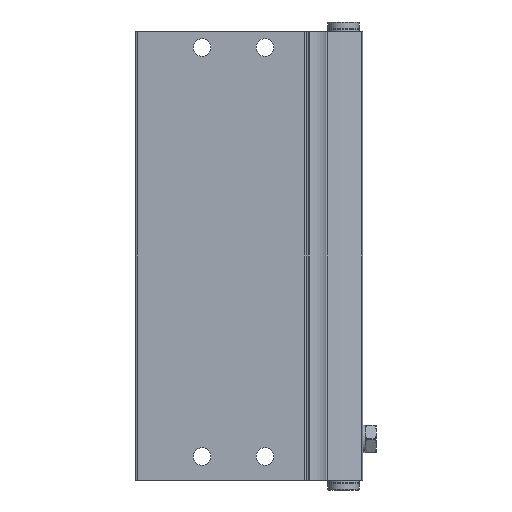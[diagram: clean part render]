
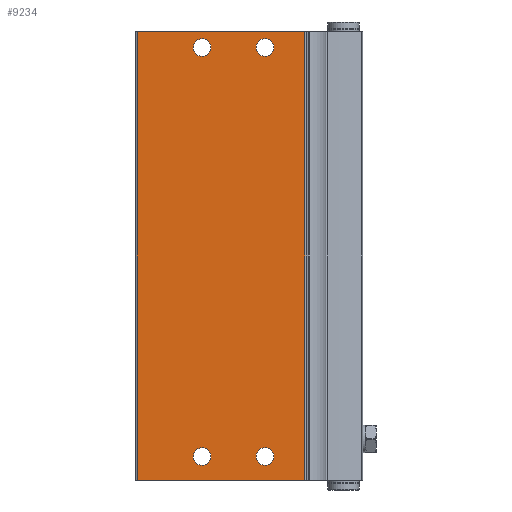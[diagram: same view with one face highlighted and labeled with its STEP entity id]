
A CAD part, front view. The second image highlights one B-rep face of the part: STEP entity #9234.
In plain terms, the highlighted planar face has unit normal (0, -1, 0).
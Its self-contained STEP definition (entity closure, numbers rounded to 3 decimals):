
#278=LINE('',#15626,#865);
#279=LINE('',#15636,#866);
#280=LINE('',#15638,#867);
#281=LINE('',#15640,#868);
#865=VECTOR('',#11637,1000.);
#866=VECTOR('',#11648,1000.);
#867=VECTOR('',#11649,1000.);
#868=VECTOR('',#11650,1000.);
#1426=PLANE('',#10356);
#1763=CIRCLE('',#10357,2.25);
#1764=CIRCLE('',#10358,2.25);
#1765=CIRCLE('',#10359,2.25);
#1766=CIRCLE('',#10360,2.25);
#2438=ORIENTED_EDGE('',*,*,#4803,.F.);
#2439=ORIENTED_EDGE('',*,*,#4804,.F.);
#2440=ORIENTED_EDGE('',*,*,#4805,.F.);
#2441=ORIENTED_EDGE('',*,*,#4806,.F.);
#2442=ORIENTED_EDGE('',*,*,#4807,.F.);
#2443=ORIENTED_EDGE('',*,*,#4802,.F.);
#2444=ORIENTED_EDGE('',*,*,#4808,.T.);
#2445=ORIENTED_EDGE('',*,*,#4809,.T.);
#4802=EDGE_CURVE('',#5974,#5973,#278,.T.);
#4803=EDGE_CURVE('',#5975,#5975,#1763,.T.);
#4804=EDGE_CURVE('',#5976,#5976,#1764,.T.);
#4805=EDGE_CURVE('',#5977,#5977,#1765,.T.);
#4806=EDGE_CURVE('',#5978,#5978,#1766,.T.);
#4807=EDGE_CURVE('',#5973,#5979,#279,.T.);
#4808=EDGE_CURVE('',#5974,#5980,#280,.T.);
#4809=EDGE_CURVE('',#5980,#5979,#281,.T.);
#5973=VERTEX_POINT('',#15623);
#5974=VERTEX_POINT('',#15625);
#5975=VERTEX_POINT('',#15629);
#5976=VERTEX_POINT('',#15631);
#5977=VERTEX_POINT('',#15633);
#5978=VERTEX_POINT('',#15635);
#5979=VERTEX_POINT('',#15637);
#5980=VERTEX_POINT('',#15639);
#6975=EDGE_LOOP('',(#2438));
#6976=EDGE_LOOP('',(#2439));
#6977=EDGE_LOOP('',(#2440));
#6978=EDGE_LOOP('',(#2441));
#6979=EDGE_LOOP('',(#2442,#2443,#2444,#2445));
#8018=FACE_BOUND('',#6975,.T.);
#8019=FACE_BOUND('',#6976,.T.);
#8020=FACE_BOUND('',#6977,.T.);
#8021=FACE_BOUND('',#6978,.T.);
#8022=FACE_BOUND('',#6979,.T.);
#9234=ADVANCED_FACE('',(#8018,#8019,#8020,#8021,#8022),#1426,.T.);
#10356=AXIS2_PLACEMENT_3D('',#15627,#11638,#11639);
#10357=AXIS2_PLACEMENT_3D('',#15628,#11640,#11641);
#10358=AXIS2_PLACEMENT_3D('',#15630,#11642,#11643);
#10359=AXIS2_PLACEMENT_3D('',#15632,#11644,#11645);
#10360=AXIS2_PLACEMENT_3D('',#15634,#11646,#11647);
#11637=DIRECTION('',(0.,0.,1.));
#11638=DIRECTION('',(0.,-1.,0.));
#11639=DIRECTION('',(0.,0.,-1.));
#11640=DIRECTION('',(0.,-1.,0.));
#11641=DIRECTION('',(0.,0.,-1.));
#11642=DIRECTION('',(0.,-1.,0.));
#11643=DIRECTION('',(0.,0.,-1.));
#11644=DIRECTION('',(0.,-1.,0.));
#11645=DIRECTION('',(0.,0.,-1.));
#11646=DIRECTION('',(0.,-1.,0.));
#11647=DIRECTION('',(0.,0.,-1.));
#11648=DIRECTION('',(1.,0.,0.));
#11649=DIRECTION('',(1.,0.,0.));
#11650=DIRECTION('',(0.,0.,1.));
#15623=CARTESIAN_POINT('',(-18.069,0.,0.));
#15625=CARTESIAN_POINT('',(-18.069,0.,-114.));
#15626=CARTESIAN_POINT('',(-18.069,0.,-114.));
#15627=CARTESIAN_POINT('',(-18.069,0.,-114.));
#15628=CARTESIAN_POINT('',(-8.,0.,-6.));
#15629=CARTESIAN_POINT('',(-8.,0.,-8.25));
#15630=CARTESIAN_POINT('',(-8.,0.,-110.));
#15631=CARTESIAN_POINT('',(-8.,0.,-112.25));
#15632=CARTESIAN_POINT('',(8.,0.,-110.));
#15633=CARTESIAN_POINT('',(8.,0.,-112.25));
#15634=CARTESIAN_POINT('',(8.,0.,-6.));
#15635=CARTESIAN_POINT('',(8.,0.,-8.25));
#15636=CARTESIAN_POINT('',(-18.069,0.,0.));
#15637=CARTESIAN_POINT('',(24.5,0.,0.));
#15638=CARTESIAN_POINT('',(-18.069,0.,-114.));
#15639=CARTESIAN_POINT('',(24.5,0.,-114.));
#15640=CARTESIAN_POINT('',(24.5,0.,-114.));
